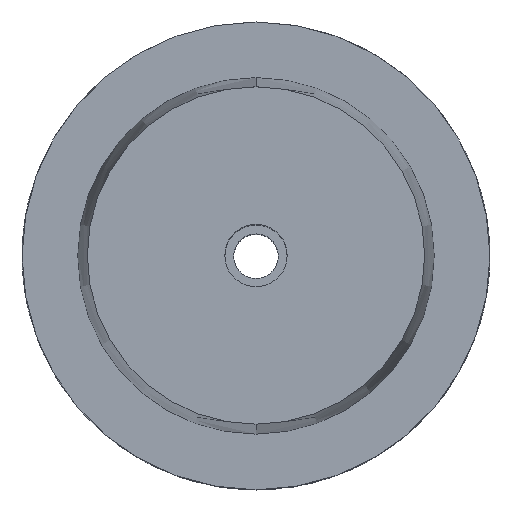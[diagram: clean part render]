
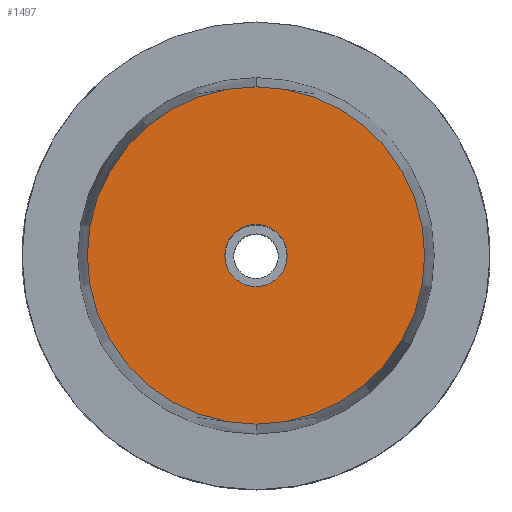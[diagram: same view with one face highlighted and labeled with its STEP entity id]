
A CAD part, top view. The second image highlights one B-rep face of the part: STEP entity #1497.
In plain terms, the highlighted planar face has unit normal (0, 0, 1).
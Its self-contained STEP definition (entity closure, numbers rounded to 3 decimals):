
#247=CARTESIAN_POINT('',(0.,0.,32.));
#248=DIRECTION('',(0.,0.,1.));
#249=DIRECTION('',(0.,1.,0.));
#250=AXIS2_PLACEMENT_3D('',#247,#248,#249);
#255=CARTESIAN_POINT('',(0.,0.,32.));
#256=DIRECTION('',(0.,0.,-1.));
#257=DIRECTION('',(0.,1.,0.));
#258=AXIS2_PLACEMENT_3D('',#255,#256,#257);
#263=CARTESIAN_POINT('',(0.,0.,32.));
#264=DIRECTION('',(0.,0.,-1.));
#265=DIRECTION('',(0.,1.,0.));
#266=AXIS2_PLACEMENT_3D('',#263,#264,#265);
#271=CARTESIAN_POINT('',(0.,0.,32.));
#272=DIRECTION('',(0.,0.,-1.));
#273=DIRECTION('',(0.,-1.,0.));
#274=AXIS2_PLACEMENT_3D('',#271,#272,#273);
#1121=CARTESIAN_POINT('',(0.,4.2,32.));
#1122=CARTESIAN_POINT('',(0.,-4.2,32.));
#1123=VERTEX_POINT('',#1121);
#1124=VERTEX_POINT('',#1122);
#1179=CARTESIAN_POINT('',(0.,22.717,32.));
#1180=VERTEX_POINT('',#1179);
#1181=CARTESIAN_POINT('',(0.,-22.717,32.));
#1182=VERTEX_POINT('',#1181);
#1482=CARTESIAN_POINT('',(0.,0.,32.));
#1483=DIRECTION('',(0.,0.,-1.));
#1484=DIRECTION('',(0.,-1.,0.));
#1485=AXIS2_PLACEMENT_3D('',#1482,#1483,#1484);
#1486=PLANE('',#1485);
#1488=ORIENTED_EDGE('',*,*,#1487,.F.);
#1490=ORIENTED_EDGE('',*,*,#1489,.T.);
#1491=EDGE_LOOP('',(#1488,#1490));
#1492=FACE_OUTER_BOUND('',#1491,.F.);
#1493=ORIENTED_EDGE('',*,*,#1462,.F.);
#1494=ORIENTED_EDGE('',*,*,#1476,.F.);
#1495=EDGE_LOOP('',(#1493,#1494));
#1496=FACE_BOUND('',#1495,.F.);
#251=CIRCLE('',#250,22.717);
#259=CIRCLE('',#258,22.717);
#267=CIRCLE('',#266,4.2);
#275=CIRCLE('',#274,4.2);
#1462=EDGE_CURVE('',#1123,#1124,#267,.T.);
#1476=EDGE_CURVE('',#1124,#1123,#275,.T.);
#1487=EDGE_CURVE('',#1180,#1182,#251,.T.);
#1489=EDGE_CURVE('',#1180,#1182,#259,.T.);
#1497=ADVANCED_FACE('',(#1492,#1496),#1486,.F.);
